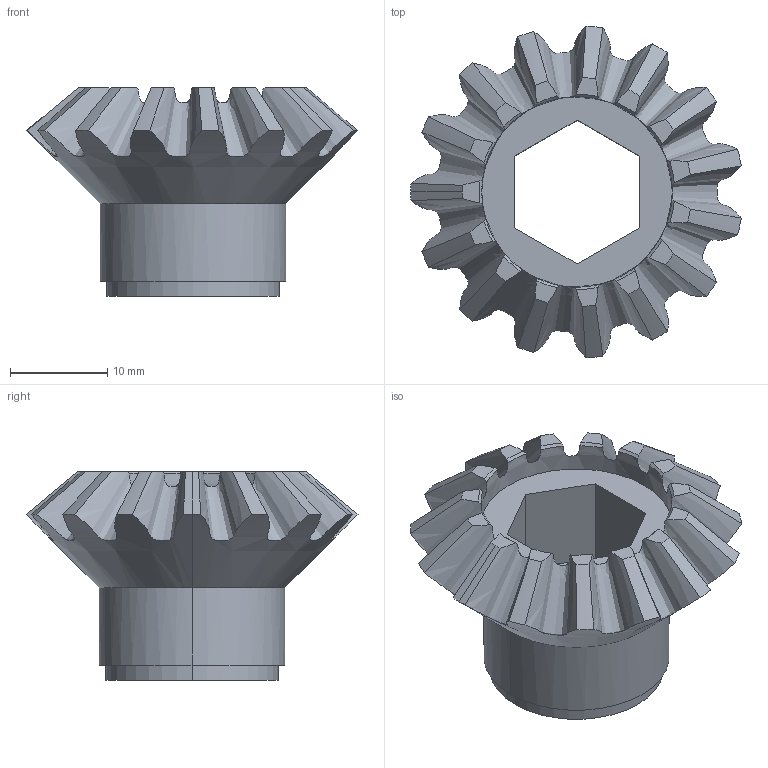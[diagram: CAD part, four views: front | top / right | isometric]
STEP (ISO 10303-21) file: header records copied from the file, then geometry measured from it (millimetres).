
FILE_DESCRIPTION (( 'STEP AP214' ), '1' );
FILE_NAME ('217-5907-20171130.STEP', '2017-11-30T23:21:06', ( '' ), ( '' ), 'SwSTEP 2.0', 'SolidWorks 2017', '' );
FILE_SCHEMA (( 'AUTOMOTIVE_DESIGN' ));
Length unit declared in the file: inch
Products named in the file (1): 217-5907-20171130
Bounding box: 33.93 x 34.1 x 21.46 mm (x, y, z)
Volume: 5348.4 mm3; surface area: 3659.7 mm2
Topology: 1 solids, 1 shells, 78 faces, 222 edges, 147 vertices
Faces by surface type: cone 33, plane 24, bspline 15, cylinder 6
Entity records: 8340 total; most frequent: CARTESIAN_POINT 6484, ORIENTED_EDGE 444, DIRECTION 297, EDGE_CURVE 222, VERTEX_POINT 147, AXIS2_PLACEMENT_3D 135, B_SPLINE_CURVE_WITH_KNOTS 124, EDGE_LOOP 81
